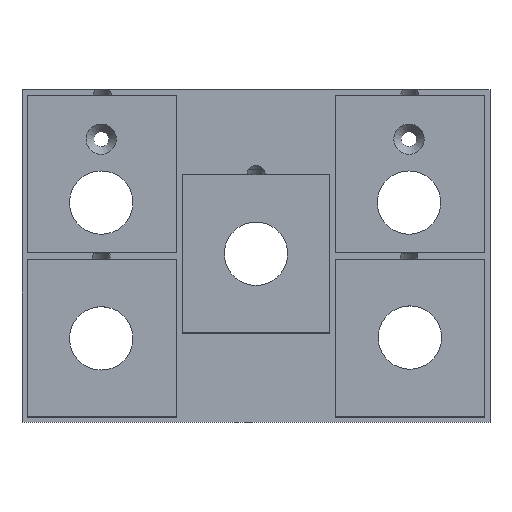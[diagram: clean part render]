
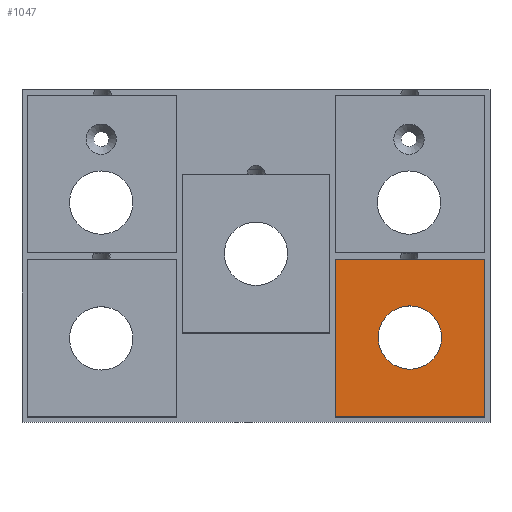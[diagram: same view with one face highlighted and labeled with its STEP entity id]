
A CAD part, top view. The second image highlights one B-rep face of the part: STEP entity #1047.
In plain terms, the highlighted planar face has unit normal (0, 0, 1).
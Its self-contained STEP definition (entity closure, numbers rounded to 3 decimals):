
#38=FACE_BOUND('',#213,.T.);
#95=PLANE('',#1124);
#146=FACE_OUTER_BOUND('',#212,.T.);
#212=EDGE_LOOP('',(#926,#927,#928,#929));
#213=EDGE_LOOP('',(#930));
#274=LINE('',#1924,#369);
#311=LINE('',#2139,#406);
#312=LINE('',#2141,#407);
#313=LINE('',#2142,#408);
#369=VECTOR('',#1248,10.);
#406=VECTOR('',#1325,10.);
#407=VECTOR('',#1326,10.);
#408=VECTOR('',#1327,10.);
#427=CIRCLE('',#1089,7.);
#449=VERTEX_POINT('',#1400);
#513=VERTEX_POINT('',#1921);
#514=VERTEX_POINT('',#1923);
#535=VERTEX_POINT('',#2138);
#536=VERTEX_POINT('',#2140);
#555=EDGE_CURVE('',#449,#449,#427,.T.);
#634=EDGE_CURVE('',#514,#513,#274,.T.);
#678=EDGE_CURVE('',#513,#535,#311,.T.);
#679=EDGE_CURVE('',#535,#536,#312,.T.);
#680=EDGE_CURVE('',#536,#514,#313,.T.);
#926=ORIENTED_EDGE('',*,*,#634,.T.);
#927=ORIENTED_EDGE('',*,*,#678,.T.);
#928=ORIENTED_EDGE('',*,*,#679,.T.);
#929=ORIENTED_EDGE('',*,*,#680,.T.);
#930=ORIENTED_EDGE('',*,*,#555,.T.);
#1047=ADVANCED_FACE('',(#146,#38),#95,.T.);
#1089=AXIS2_PLACEMENT_3D('',#1401,#1175,#1176);
#1124=AXIS2_PLACEMENT_3D('',#2137,#1323,#1324);
#1175=DIRECTION('center_axis',(0.,0.,-1.));
#1176=DIRECTION('ref_axis',(1.,0.,0.));
#1248=DIRECTION('',(-1.,0.,0.));
#1323=DIRECTION('center_axis',(0.,0.,1.));
#1324=DIRECTION('ref_axis',(1.,0.,0.));
#1325=DIRECTION('',(0.,-1.,0.));
#1326=DIRECTION('',(1.,0.,0.));
#1327=DIRECTION('',(0.,1.,0.));
#1400=CARTESIAN_POINT('',(61.2,0.177,2.));
#1401=CARTESIAN_POINT('Origin',(68.2,0.177,2.));
#1921=CARTESIAN_POINT('',(51.7,17.5,2.));
#1923=CARTESIAN_POINT('',(84.7,17.5,2.));
#1924=CARTESIAN_POINT('',(51.9,17.5,2.));
#2137=CARTESIAN_POINT('Origin',(68.2,0.2,2.));
#2138=CARTESIAN_POINT('',(51.7,-17.3,2.));
#2139=CARTESIAN_POINT('',(51.7,-8.55,2.));
#2140=CARTESIAN_POINT('',(84.7,-17.3,2.));
#2141=CARTESIAN_POINT('',(76.45,-17.3,2.));
#2142=CARTESIAN_POINT('',(84.7,8.95,2.));
